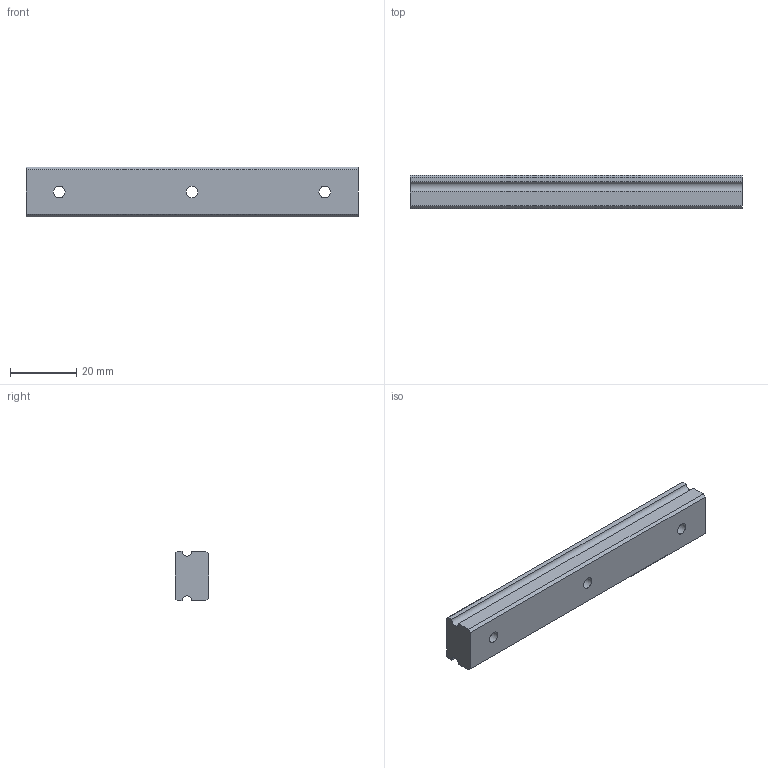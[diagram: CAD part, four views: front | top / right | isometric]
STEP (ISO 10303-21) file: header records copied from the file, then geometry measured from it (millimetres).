
FILE_DESCRIPTION(/* description */ (''),/* implementation_level */ '2;1');
FILE_NAME(/* name */ 'MGNR15R100C_GW202310015195.stp',/* time_stamp */ '2023-10-14T12:47:54+08:00',/* author */ ('user'),/* organization */ (''),/* preprocessor_version */ 'ST-DEVELOPER v17',/* originating_system */ 'Autodesk Inventor 2018',/* authorisation */ '');
FILE_SCHEMA (('AUTOMOTIVE_DESIGN { 1 0 10303 214 3 1 1 }'));
Products named in the file (2): MGNR15R100C_GW202310015195; MGR15_temp-1
Assembly tree (1 placements, depth 2):
  MGNR15R100C_GW202310015195
    MGR15_temp-1
Bounding box: 100 x 10 x 15 mm (x, y, z)
Volume: 13662.2 mm3; surface area: 5859.4 mm2
Topology: 1 solids, 1 shells, 146 faces, 414 edges, 278 vertices
Faces by surface type: plane 81, bspline 57, cylinder 8
Full cylindrical faces by diameter (mm): 3.5 x3, 6 x3
Entity records: 6125 total; most frequent: CARTESIAN_POINT 2614, ORIENTED_EDGE 828, DIRECTION 510, EDGE_CURVE 414, LINE 278, VECTOR 278, VERTEX_POINT 278, EDGE_LOOP 160
